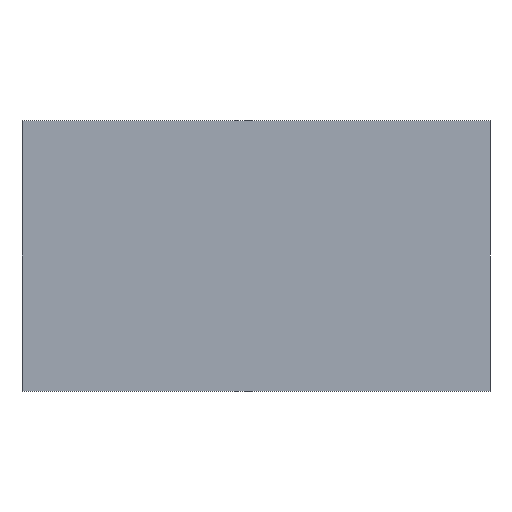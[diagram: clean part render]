
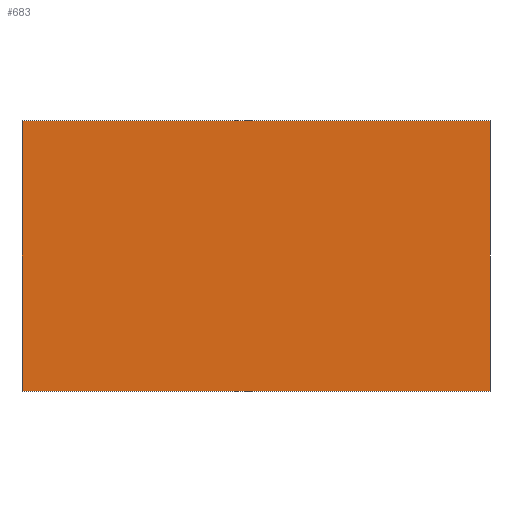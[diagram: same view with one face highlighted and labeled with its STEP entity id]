
A CAD part, front view. The second image highlights one B-rep face of the part: STEP entity #683.
In plain terms, the highlighted planar face has unit normal (0, -1, 0).
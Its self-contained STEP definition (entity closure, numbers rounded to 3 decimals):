
#563=CARTESIAN_POINT('POINT34',(-527.05,0.,304.8));
#564=VERTEX_POINT('VERTEX34',#563);
#571=CARTESIAN_POINT('POINT35',(0.,0.,304.8));
#572=VERTEX_POINT('VERTEX35',#571);
#573=CARTESIAN_POINT('POS71',(-527.05,0.,304.8));
#574=DIRECTION('DIR100',(1.,0.,0.));
#575=VECTOR('VEC42',#574,25.4);
#576=LINE('STRAIGHT42',#573,#575);
#577=EDGE_CURVE('EDGE50',#564,#572,#576,.T.);
#632=CARTESIAN_POINT('POINT39',(-527.05,0.,0.));
#633=VERTEX_POINT('VERTEX39',#632);
#634=CARTESIAN_POINT('POS79',(-527.05,0.,0.));
#635=DIRECTION('DIR110',(0.,0.,1.));
#636=VECTOR('VEC48',#635,25.4);
#637=LINE('STRAIGHT48',#634,#636);
#638=EDGE_CURVE('EDGE56',#633,#564,#637,.T.);
#660=CARTESIAN_POINT('POINT40',(0.,0.,0.));
#661=VERTEX_POINT('VERTEX40',#660);
#662=CARTESIAN_POINT('POS82',(0.,0.,0.));
#663=DIRECTION('DIR114',(0.,0.,1.));
#664=VECTOR('VEC50',#663,25.4);
#665=LINE('STRAIGHT50',#662,#664);
#666=EDGE_CURVE('EDGE58',#661,#572,#665,.T.);
#667=ORIENTED_EDGE('COEDGE95',*,*,#666,.T.);
#668=ORIENTED_EDGE('COEDGE96',*,*,#577,.F.);
#669=ORIENTED_EDGE('COEDGE97',*,*,#638,.F.);
#670=CARTESIAN_POINT('POS83',(-527.05,0.,0.));
#671=DIRECTION('DIR115',(1.,0.,0.));
#672=VECTOR('VEC51',#671,25.4);
#673=LINE('STRAIGHT51',#670,#672);
#674=EDGE_CURVE('EDGE59',#633,#661,#673,.T.);
#675=ORIENTED_EDGE('COEDGE98',*,*,#674,.T.);
#676=EDGE_LOOP('NONE',(#667,#668,#669,#675));
#677=FACE_BOUND('LOOP1',#676,.T.);
#678=CARTESIAN_POINT('POS84',(-527.05,0.,0.));
#679=DIRECTION('DIR116',(0.,-1.,0.));
#680=DIRECTION('DIR117',(1.,0.,0.));
#681=AXIS2_PLACEMENT_3D('AXIS33',#678,#679,#680);
#682=PLANE('PLANE21',#681);
#683=ADVANCED_FACE('FACE25',(#677),#682,.T.);
